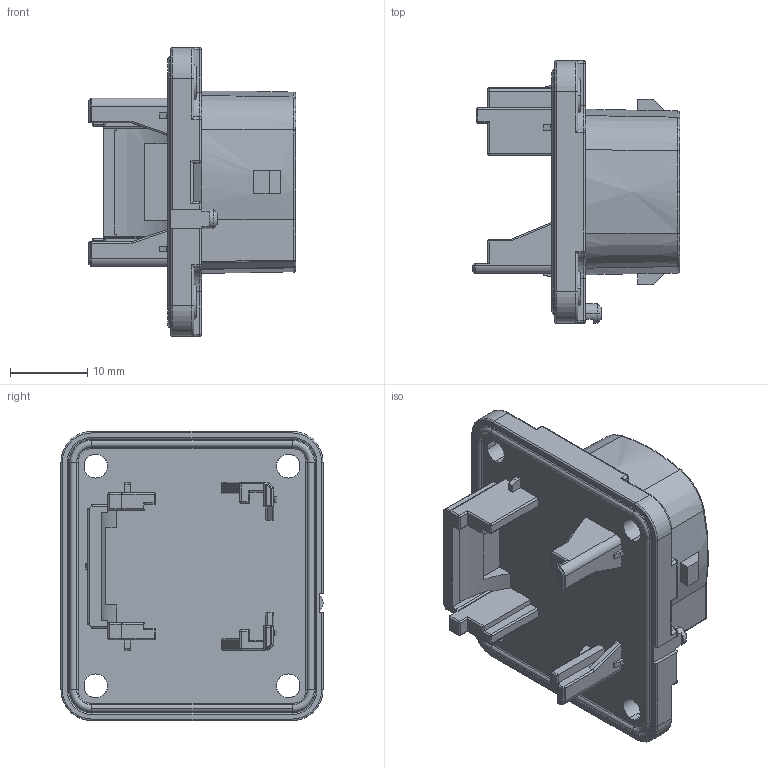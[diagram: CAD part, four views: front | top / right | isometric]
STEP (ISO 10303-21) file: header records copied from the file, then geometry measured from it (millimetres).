
FILE_DESCRIPTION (( 'STEP AP203' ), '1' );
FILE_NAME ('Customer-BB(090)A60-1.STEP', '2020-05-28T12:34:00', ( '' ), ( '' ), 'SwSTEP 2.0', 'SolidWorks 2018', '' );
FILE_SCHEMA (( 'CONFIG_CONTROL_DESIGN' ));
Length unit declared in the file: millimetre
Products named in the file (1): Customer-BB(090)A60-1
Bounding box: 26.9 x 34 x 37.5 mm (x, y, z)
Volume: 10221.9 mm3; surface area: 5348.7 mm2
Topology: 1 solids, 2 shells, 553 faces, 1368 edges, 797 vertices
Faces by surface type: plane 205, cylinder 191, torus 56, bspline 42, sphere 32, cone 27
Entity records: 17311 total; most frequent: CARTESIAN_POINT 4666, ORIENTED_EDGE 2660, DIRECTION 2624, EDGE_CURVE 1330, AXIS2_PLACEMENT_3D 956, VERTEX_POINT 797, LINE 712, VECTOR 712
